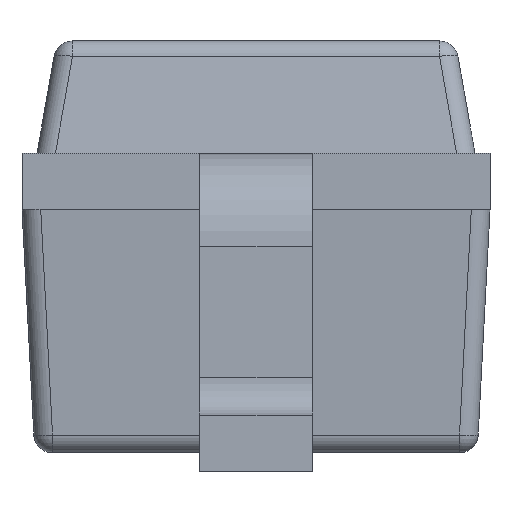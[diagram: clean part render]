
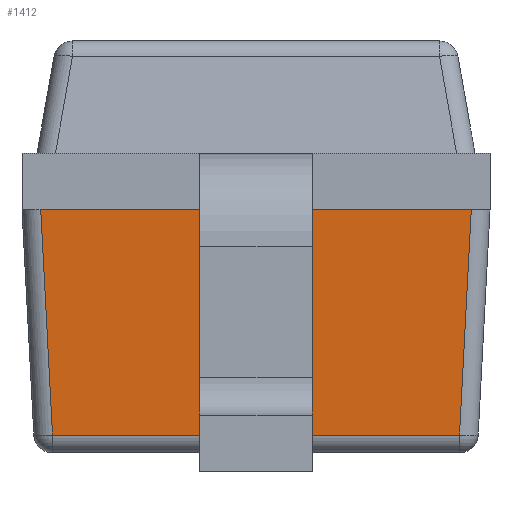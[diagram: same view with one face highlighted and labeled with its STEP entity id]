
A CAD part, left-side view. The second image highlights one B-rep face of the part: STEP entity #1412.
In plain terms, the highlighted planar face has unit normal (-0.999, 0, -0.052).
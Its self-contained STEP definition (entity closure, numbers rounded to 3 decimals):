
#155=FACE_OUTER_BOUND('',#248,.T.);
#248=EDGE_LOOP('',(#1026,#1027,#1028,#1029));
#349=LINE('',#2175,#492);
#350=LINE('',#2177,#493);
#351=LINE('',#2179,#494);
#352=LINE('',#2180,#495);
#492=VECTOR('',#1752,1000.);
#493=VECTOR('',#1753,1000.);
#494=VECTOR('',#1754,1000.);
#495=VECTOR('',#1755,1000.);
#631=VERTEX_POINT('',#2173);
#632=VERTEX_POINT('',#2174);
#633=VERTEX_POINT('',#2176);
#634=VERTEX_POINT('',#2178);
#777=EDGE_CURVE('',#631,#632,#349,.T.);
#778=EDGE_CURVE('',#632,#633,#350,.T.);
#779=EDGE_CURVE('',#633,#634,#351,.T.);
#780=EDGE_CURVE('',#634,#631,#352,.T.);
#1026=ORIENTED_EDGE('',*,*,#777,.T.);
#1027=ORIENTED_EDGE('',*,*,#778,.T.);
#1028=ORIENTED_EDGE('',*,*,#779,.T.);
#1029=ORIENTED_EDGE('',*,*,#780,.T.);
#1344=PLANE('',#1531);
#1412=ADVANCED_FACE('',(#155),#1344,.T.);
#1531=AXIS2_PLACEMENT_3D('',#2172,#1750,#1751);
#1750=DIRECTION('center_axis',(-0.999,0.,-0.052));
#1751=DIRECTION('ref_axis',(-0.052,0.,0.999));
#1752=DIRECTION('',(0.,1.,0.));
#1753=DIRECTION('',(0.052,-0.052,-0.997));
#1754=DIRECTION('',(0.,-1.,0.));
#1755=DIRECTION('',(-0.052,-0.052,0.997));
#2172=CARTESIAN_POINT('Origin',(-0.85,-0.625,0.7));
#2173=CARTESIAN_POINT('',(-0.85,-0.575,0.7));
#2174=CARTESIAN_POINT('',(-0.85,0.575,0.7));
#2175=CARTESIAN_POINT('',(-0.85,-0.625,0.7));
#2176=CARTESIAN_POINT('',(-0.818,0.543,0.097));
#2177=CARTESIAN_POINT('',(-0.847,0.572,0.637));
#2178=CARTESIAN_POINT('',(-0.818,-0.543,0.097));
#2179=CARTESIAN_POINT('',(-0.818,-0.591,0.097));
#2180=CARTESIAN_POINT('',(-0.85,-0.575,0.703));
